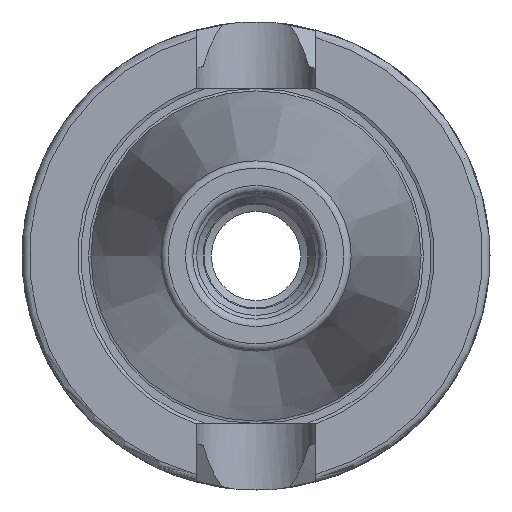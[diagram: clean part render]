
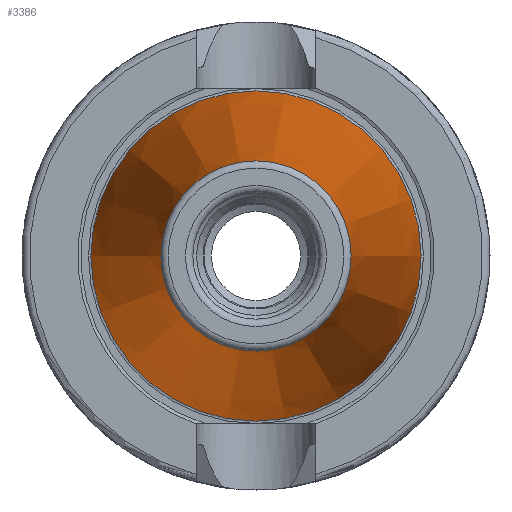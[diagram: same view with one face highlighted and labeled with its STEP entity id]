
A CAD part, left-side view. The second image highlights one B-rep face of the part: STEP entity #3386.
In plain terms, the highlighted conical face has half-angle 8.297 degrees and reference radius 17.519 mm.
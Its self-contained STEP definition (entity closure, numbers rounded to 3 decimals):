
#3352=CARTESIAN_POINT('',(-64.544,12.812,0.0));
#3353=VERTEX_POINT('',#3352);
#3354=CARTESIAN_POINT('',(-64.544,0.0,0.0));
#3355=DIRECTION('',(1.0,0.0,0.0));
#3356=DIRECTION('',(0.0,1.0,0.0));
#3357=AXIS2_PLACEMENT_3D('',#3354,#3355,#3356);
#3358=CIRCLE('',#3357,12.812);
#3359=EDGE_CURVE('',#3353,#3353,#3358,.T.);
#3367=CARTESIAN_POINT('',(-32.272,0.0,0.0));
#3368=DIRECTION('',(1.0,0.0,0.0));
#3369=DIRECTION('',(0.0,1.0,0.0));
#3370=AXIS2_PLACEMENT_3D('',#3367,#3368,#3369);
#3371=CONICAL_SURFACE('',#3370,17.519,8.297);
#3372=CARTESIAN_POINT('',(0.0,22.225,0.0));
#3373=VERTEX_POINT('',#3372);
#3374=CARTESIAN_POINT('',(0.0,0.0,0.0));
#3375=DIRECTION('',(1.0,0.0,0.0));
#3376=DIRECTION('',(0.0,1.0,0.0));
#3377=AXIS2_PLACEMENT_3D('',#3374,#3375,#3376);
#3378=CIRCLE('',#3377,22.225);
#3379=EDGE_CURVE('',#3373,#3373,#3378,.T.);
#3380=ORIENTED_EDGE('',*,*,#3379,.F.);
#3381=EDGE_LOOP('',(#3380));
#3382=FACE_OUTER_BOUND('',#3381,.T.);
#3383=ORIENTED_EDGE('',*,*,#3359,.T.);
#3384=EDGE_LOOP('',(#3383));
#3385=FACE_BOUND('',#3384,.T.);
#3386=ADVANCED_FACE('',(#3382,#3385),#3371,.T.);
